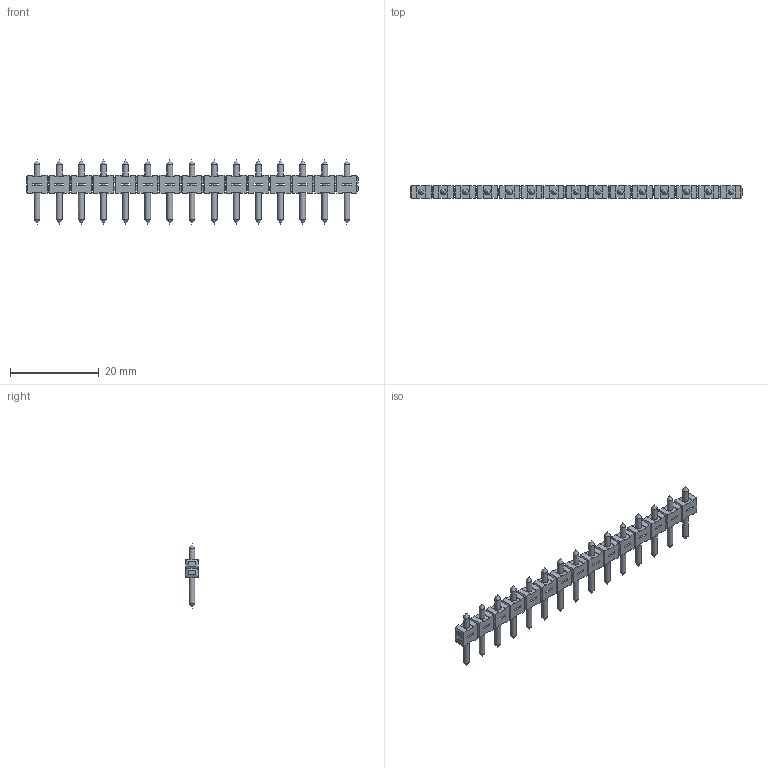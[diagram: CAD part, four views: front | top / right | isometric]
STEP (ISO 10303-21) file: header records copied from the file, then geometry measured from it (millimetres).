
FILE_DESCRIPTION(('STEP AP214'),'1');
FILE_NAME('PVSD15-5.stp','2018-11-21T09:49:38',(' '),(' '),'Spatial InterOp 3D',' ',' ');
FILE_SCHEMA(('AUTOMOTIVE_DESIGN { 1 0 10303 214 1 1 1 1 }'));
Length unit declared in the file: metre
Products named in the file (1): 1
Bounding box: 75 x 2.8 x 14.5 mm (x, y, z)
Volume: 940.2 mm3; surface area: 1930.5 mm2
Topology: 1 solids, 1 shells, 559 faces, 1433 edges, 848 vertices
Faces by surface type: plane 484, cylinder 45, cone 30
Full cylindrical faces by diameter (mm): 1.3 x45
Entity records: 19841 total; most frequent: CARTESIAN_POINT 2616, ORIENTED_EDGE 2536, DIRECTION 2478, EDGE_CURVE 1268, LINE 1178, VECTOR 1178, VERTEX_POINT 788, EDGE_LOOP 694
